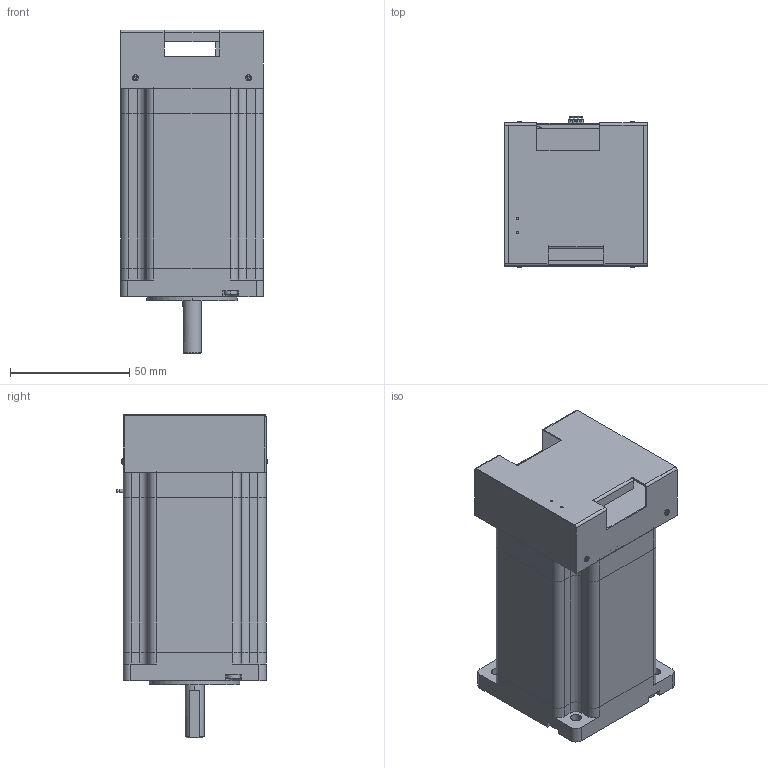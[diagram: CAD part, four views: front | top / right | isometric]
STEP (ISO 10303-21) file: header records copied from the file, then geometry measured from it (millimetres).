
FILE_DESCRIPTION (( 'STEP AP214' ), '1' );
FILE_NAME ('PD60-4H-1378.STEP', '2020-11-12T19:42:25', ( '' ), ( '' ), 'SwSTEP 2.0', 'SolidWorks 2020', '' );
FILE_SCHEMA (( 'AUTOMOTIVE_DESIGN' ));
Length unit declared in the file: millimetre
Products named in the file (12): TMCM-1378_Full_Assembly.step; socket head cap screw_iso_ISO 4762 M3 x 6 - 6C.step; TMCM-1278-PCB.step; uid__9223372036912302815.step; QSH6018-86-90-300_PD60-3-1160; parallel pin unhardened_iso_ISO 2338 - 1.5 m6 x 8 - St.step; Part9^TMCM-1278.step; Cover.step; TMCM_1361_din_iso_7049_st2_2x4_5_c_h.step; Base.step; din_7984_8_8_m_3x6.step; PD60-4H-1378
Assembly tree (20 placements, depth 4):
  PD60-4H-1378
    QSH6018-86-90-300_PD60-3-1160
    TMCM-1378_Full_Assembly.step
      TMCM-1278-PCB.step
        uid__9223372036912302815.step
      Base.step
      Cover.step
      din_7984_8_8_m_3x6.step  x2
      TMCM_1361_din_iso_7049_st2_2x4_5_c_h.step  x4
      socket head cap screw_iso_ISO 4762 M3 x 6 - 6C.step  x4
      Part9^TMCM-1278.step  x2
      parallel pin unhardened_iso_ISO 2338 - 1.5 m6 x 8 - St.step  x2
Bounding box: 60 x 63.23 x 135.94 mm (x, y, z)
Volume: 303748 mm3; surface area: 63451.9 mm2
Topology: 18 solids, 29 shells, 930 faces, 2269 edges, 1407 vertices
Faces by surface type: plane 488, cylinder 261, bspline 78, cone 59, torus 36, sphere 8
Entity records: 26867 total; most frequent: CARTESIAN_POINT 9061, ORIENTED_EDGE 3522, DIRECTION 3304, EDGE_CURVE 1761, AXIS2_PLACEMENT_3D 1130, VERTEX_POINT 1099, VECTOR 1044, LINE 1044
